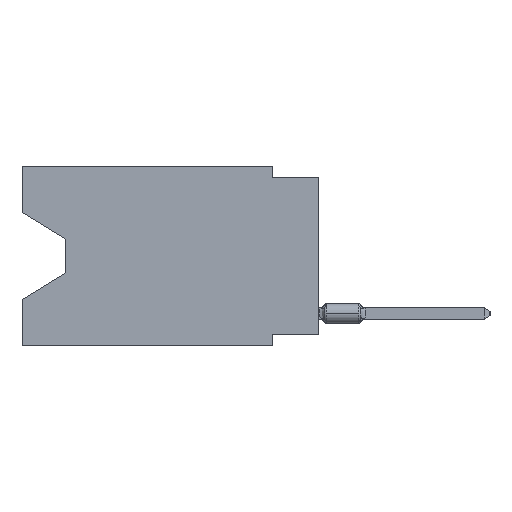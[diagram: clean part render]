
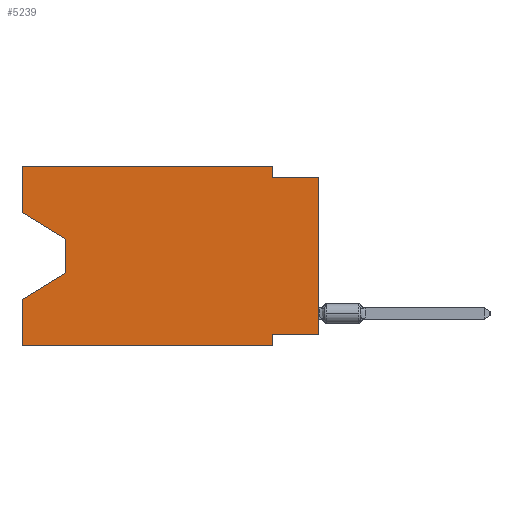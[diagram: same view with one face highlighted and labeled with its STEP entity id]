
A CAD part, left-side view. The second image highlights one B-rep face of the part: STEP entity #5239.
In plain terms, the highlighted planar face has unit normal (-1, 0, 0).
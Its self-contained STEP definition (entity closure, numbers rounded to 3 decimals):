
#434 = ORIENTED_EDGE ( 'NONE', *, *, #27821, .T. ) ;
#903 = VERTEX_POINT ( 'NONE', #28547 ) ;
#1340 = DIRECTION ( 'NONE',  ( 0., 0., -1. ) ) ;
#2400 = ORIENTED_EDGE ( 'NONE', *, *, #6540, .T. ) ;
#2707 = DIRECTION ( 'NONE',  ( 0., 0., 1. ) ) ;
#2853 = DIRECTION ( 'NONE',  ( 0., 1., 0. ) ) ;
#2931 = VECTOR ( 'NONE', #31838, 1000. ) ;
#3096 = CARTESIAN_POINT ( 'NONE',  ( 0., 2.54, -9.271 ) ) ;
#3844 = CARTESIAN_POINT ( 'NONE',  ( 0., 16.383, 0. ) ) ;
#4220 = ORIENTED_EDGE ( 'NONE', *, *, #26249, .F. ) ;
#4293 = ORIENTED_EDGE ( 'NONE', *, *, #18043, .T. ) ;
#4351 = EDGE_CURVE ( 'NONE', #33781, #24422, #11122, .T. ) ;
#4555 = CARTESIAN_POINT ( 'NONE',  ( 0., 2.54, 0. ) ) ;
#4751 = CARTESIAN_POINT ( 'NONE',  ( 0., 16.383, 0. ) ) ;
#5117 = EDGE_CURVE ( 'NONE', #33781, #34981, #30743, .T. ) ;
#5239 = ADVANCED_FACE ( 'NONE', ( #23407 ), #34558, .F. ) ;
#5573 = VERTEX_POINT ( 'NONE', #34151 ) ;
#6065 = EDGE_CURVE ( 'NONE', #14884, #903, #12630, .T. ) ;
#6540 = EDGE_CURVE ( 'NONE', #11004, #33386, #24303, .T. ) ;
#7302 = CARTESIAN_POINT ( 'NONE',  ( 0., 0., 0. ) ) ;
#7879 = CARTESIAN_POINT ( 'NONE',  ( 0., 13.97, -5.893 ) ) ;
#8753 = VERTEX_POINT ( 'NONE', #4555 ) ;
#8807 = VECTOR ( 'NONE', #20538, 1000. ) ;
#9060 = EDGE_CURVE ( 'NONE', #32559, #903, #18702, .T. ) ;
#9123 = VECTOR ( 'NONE', #2707, 1000. ) ;
#9524 = ORIENTED_EDGE ( 'NONE', *, *, #5117, .T. ) ;
#9585 = LINE ( 'NONE', #17976, #28240 ) ;
#10080 = CARTESIAN_POINT ( 'NONE',  ( 0., 16.383, -9.906 ) ) ;
#10138 = DIRECTION ( 'NONE',  ( 0., 0., 1. ) ) ;
#10522 = LINE ( 'NONE', #27494, #25094 ) ;
#10544 = LINE ( 'NONE', #16912, #34612 ) ;
#10610 = CARTESIAN_POINT ( 'NONE',  ( 0., 16.383, -9.906 ) ) ;
#10650 = VERTEX_POINT ( 'NONE', #30780 ) ;
#11004 = VERTEX_POINT ( 'NONE', #24542 ) ;
#11122 = LINE ( 'NONE', #4751, #31030 ) ;
#12426 = EDGE_CURVE ( 'NONE', #34685, #32559, #10522, .T. ) ;
#12630 = LINE ( 'NONE', #10080, #21449 ) ;
#12681 = DIRECTION ( 'NONE',  ( 0., 0., -1. ) ) ;
#12841 = EDGE_LOOP ( 'NONE', ( #9524, #434, #2400, #33052, #26038, #34005, #25400, #4293, #4220, #26758, #20070, #35976 ) ) ;
#14884 = VERTEX_POINT ( 'NONE', #10610 ) ;
#16822 = VECTOR ( 'NONE', #17745, 1000. ) ;
#16912 = CARTESIAN_POINT ( 'NONE',  ( 0., 2.54, 0. ) ) ;
#17745 = DIRECTION ( 'NONE',  ( 0., -0.855, -0.519 ) ) ;
#17777 = LINE ( 'NONE', #18157, #8807 ) ;
#17976 = CARTESIAN_POINT ( 'NONE',  ( 0., 16.383, 0. ) ) ;
#18043 = EDGE_CURVE ( 'NONE', #34685, #5573, #23925, .T. ) ;
#18157 = CARTESIAN_POINT ( 'NONE',  ( 0., 13.97, -4.013 ) ) ;
#18702 = LINE ( 'NONE', #24166, #18844 ) ;
#18844 = VECTOR ( 'NONE', #12681, 1000. ) ;
#20070 = ORIENTED_EDGE ( 'NONE', *, *, #30970, .F. ) ;
#20143 = DIRECTION ( 'NONE',  ( 1., 0., 0. ) ) ;
#20277 = DIRECTION ( 'NONE',  ( 0., -1., 0. ) ) ;
#20538 = DIRECTION ( 'NONE',  ( 0., 0., -1. ) ) ;
#21205 = DIRECTION ( 'NONE',  ( 0., -1., 0. ) ) ;
#21449 = VECTOR ( 'NONE', #21205, 1000. ) ;
#22602 = CARTESIAN_POINT ( 'NONE',  ( 0., 16.383, -2.546 ) ) ;
#23407 = FACE_OUTER_BOUND ( 'NONE', #12841, .T. ) ;
#23925 = LINE ( 'NONE', #7302, #9123 ) ;
#24166 = CARTESIAN_POINT ( 'NONE',  ( 0., 2.54, -9.906 ) ) ;
#24303 = LINE ( 'NONE', #7879, #24522 ) ;
#24422 = VERTEX_POINT ( 'NONE', #32196 ) ;
#24522 = VECTOR ( 'NONE', #30149, 1000. ) ;
#24542 = CARTESIAN_POINT ( 'NONE',  ( 0., 13.97, -5.893 ) ) ;
#25094 = VECTOR ( 'NONE', #2853, 1000. ) ;
#25400 = ORIENTED_EDGE ( 'NONE', *, *, #12426, .F. ) ;
#25541 = AXIS2_PLACEMENT_3D ( 'NONE', #26331, #20143, #1340 ) ;
#25875 = VECTOR ( 'NONE', #20277, 1000. ) ;
#26038 = ORIENTED_EDGE ( 'NONE', *, *, #6065, .T. ) ;
#26179 = LINE ( 'NONE', #34760, #2931 ) ;
#26249 = EDGE_CURVE ( 'NONE', #10650, #5573, #26179, .T. ) ;
#26331 = CARTESIAN_POINT ( 'NONE',  ( 0., 16.383, 0. ) ) ;
#26758 = ORIENTED_EDGE ( 'NONE', *, *, #30509, .F. ) ;
#27494 = CARTESIAN_POINT ( 'NONE',  ( 0., 0., -9.271 ) ) ;
#27821 = EDGE_CURVE ( 'NONE', #34981, #11004, #17777, .T. ) ;
#28240 = VECTOR ( 'NONE', #10138, 1000. ) ;
#28547 = CARTESIAN_POINT ( 'NONE',  ( 0., 2.54, -9.906 ) ) ;
#28827 = CARTESIAN_POINT ( 'NONE',  ( 0., 13.97, -4.013 ) ) ;
#30149 = DIRECTION ( 'NONE',  ( 0., 0.855, -0.519 ) ) ;
#30509 = EDGE_CURVE ( 'NONE', #8753, #10650, #10544, .T. ) ;
#30608 = DIRECTION ( 'NONE',  ( 0., 0., -1. ) ) ;
#30710 = EDGE_CURVE ( 'NONE', #14884, #33386, #9585, .T. ) ;
#30743 = LINE ( 'NONE', #31459, #16822 ) ;
#30780 = CARTESIAN_POINT ( 'NONE',  ( 0., 2.54, -0.635 ) ) ;
#30970 = EDGE_CURVE ( 'NONE', #24422, #8753, #31236, .T. ) ;
#31030 = VECTOR ( 'NONE', #32854, 1000. ) ;
#31110 = CARTESIAN_POINT ( 'NONE',  ( 0., 0., -9.271 ) ) ;
#31236 = LINE ( 'NONE', #3844, #25875 ) ;
#31459 = CARTESIAN_POINT ( 'NONE',  ( 0., 16.383, -2.546 ) ) ;
#31838 = DIRECTION ( 'NONE',  ( 0., -1., 0. ) ) ;
#32196 = CARTESIAN_POINT ( 'NONE',  ( 0., 16.383, 0. ) ) ;
#32559 = VERTEX_POINT ( 'NONE', #3096 ) ;
#32854 = DIRECTION ( 'NONE',  ( 0., 0., 1. ) ) ;
#33052 = ORIENTED_EDGE ( 'NONE', *, *, #30710, .F. ) ;
#33386 = VERTEX_POINT ( 'NONE', #33621 ) ;
#33621 = CARTESIAN_POINT ( 'NONE',  ( 0., 16.383, -7.36 ) ) ;
#33781 = VERTEX_POINT ( 'NONE', #22602 ) ;
#34005 = ORIENTED_EDGE ( 'NONE', *, *, #9060, .F. ) ;
#34151 = CARTESIAN_POINT ( 'NONE',  ( 0., 0., -0.635 ) ) ;
#34558 = PLANE ( 'NONE',  #25541 ) ;
#34612 = VECTOR ( 'NONE', #30608, 1000. ) ;
#34685 = VERTEX_POINT ( 'NONE', #31110 ) ;
#34760 = CARTESIAN_POINT ( 'NONE',  ( 0., 0., -0.635 ) ) ;
#34981 = VERTEX_POINT ( 'NONE', #28827 ) ;
#35976 = ORIENTED_EDGE ( 'NONE', *, *, #4351, .F. ) ;
